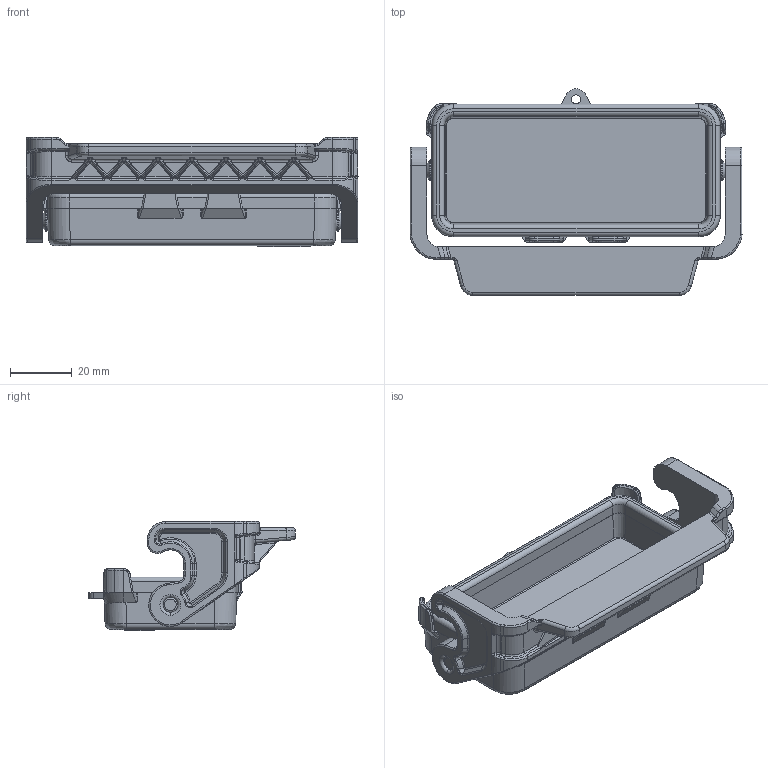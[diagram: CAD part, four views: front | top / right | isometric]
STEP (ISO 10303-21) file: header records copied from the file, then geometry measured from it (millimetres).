
FILE_DESCRIPTION(('Creo Elements/Direct Modeling STEP Export'),'2;1');
FILE_NAME('0ln7uvk5tno8jic968','2023-11-15T16:34:28',(''),(''),'Creo Elements/Direct Modeling STEP processor for AP214 (Solid Model)','Creo Elements/Direct Modeling 20.1B 02-Apr-2019 (C) Parametric Technology GmbH','');
FILE_SCHEMA(('AUTOMOTIVE_DESIGN { 1 0 10303 214 1 1 1 1 }'));
Products named in the file (2): JPC 16 LG
Assembly tree (1 placements, depth 2):
  JPC 16 LG
    JPC 16 LG
Bounding box: 107.5 x 67 x 35.3 mm (x, y, z)
Volume: 41004.5 mm3; surface area: 27104.8 mm2
Topology: 1 solids, 1 shells, 838 faces, 2040 edges, 1217 vertices
Faces by surface type: cylinder 314, bspline 202, plane 202, torus 78, cone 34, extrusion 8
Entity records: 76695 total; most frequent: CARTESIAN_POINT 52763, ORIENTED_EDGE 4076, DIRECTION 2935, EDGE_CURVE 2038, VERTEX_POINT 1217, AXIS2_PLACEMENT_3D 1039, EDGE_LOOP 857, VECTOR 857
